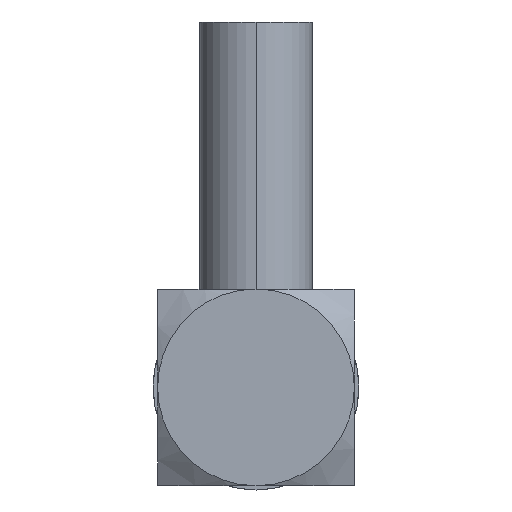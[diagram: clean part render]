
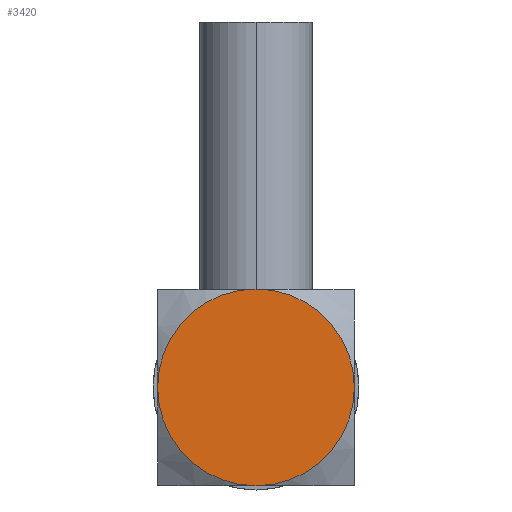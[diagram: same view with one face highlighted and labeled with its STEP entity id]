
A CAD part, front view. The second image highlights one B-rep face of the part: STEP entity #3420.
In plain terms, the highlighted planar face has unit normal (0, -1, 0).
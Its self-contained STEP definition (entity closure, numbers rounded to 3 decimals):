
#10=CARTESIAN_POINT('',(-3.5,-11.75,-3.));
#53=CARTESIAN_POINT('',(0.,-11.75,-3.));
#54=DIRECTION('',(0.,1.,0.));
#55=DIRECTION('',(0.,0.,-1.));
#56=AXIS2_PLACEMENT_3D('',#53,#54,#55);
#58=CARTESIAN_POINT('',(0.,-11.75,-3.));
#59=DIRECTION('',(0.,1.,0.));
#60=DIRECTION('',(-1.,0.,0.));
#61=AXIS2_PLACEMENT_3D('',#58,#59,#60);
#63=CARTESIAN_POINT('',(0.,-11.75,-3.));
#64=DIRECTION('',(0.,1.,0.));
#65=DIRECTION('',(0.,0.,1.));
#66=AXIS2_PLACEMENT_3D('',#63,#64,#65);
#68=CARTESIAN_POINT('',(0.,-11.75,-3.));
#69=DIRECTION('',(0.,1.,0.));
#70=DIRECTION('',(1.,0.,0.));
#71=AXIS2_PLACEMENT_3D('',#68,#69,#70);
#82=CARTESIAN_POINT('',(3.5,-11.75,-3.));
#134=CARTESIAN_POINT('',(0.,-11.75,0.5));
#197=CARTESIAN_POINT('',(0.,-11.75,-6.5));
#2979=VERTEX_POINT('',#10);
#2981=VERTEX_POINT('',#82);
#2982=VERTEX_POINT('',#197);
#2985=VERTEX_POINT('',#134);
#3407=CARTESIAN_POINT('',(-3.5,-11.75,0.5));
#3408=DIRECTION('',(0.,-1.,0.));
#3409=DIRECTION('',(0.,0.,-1.));
#3410=AXIS2_PLACEMENT_3D('',#3407,#3408,#3409);
#3411=PLANE('',#3410);
#3412=ORIENTED_EDGE('',*,*,#3387,.T.);
#3413=ORIENTED_EDGE('',*,*,#3401,.T.);
#3415=ORIENTED_EDGE('',*,*,#3414,.T.);
#3417=ORIENTED_EDGE('',*,*,#3416,.T.);
#3418=EDGE_LOOP('',(#3412,#3413,#3415,#3417));
#3419=FACE_OUTER_BOUND('',#3418,.F.);
#57=CIRCLE('',#56,3.5);
#62=CIRCLE('',#61,3.5);
#67=CIRCLE('',#66,3.5);
#72=CIRCLE('',#71,3.5);
#3387=EDGE_CURVE('',#2982,#2979,#57,.T.);
#3401=EDGE_CURVE('',#2979,#2985,#62,.T.);
#3414=EDGE_CURVE('',#2985,#2981,#67,.T.);
#3416=EDGE_CURVE('',#2981,#2982,#72,.T.);
#3420=ADVANCED_FACE('',(#3419),#3411,.T.);
